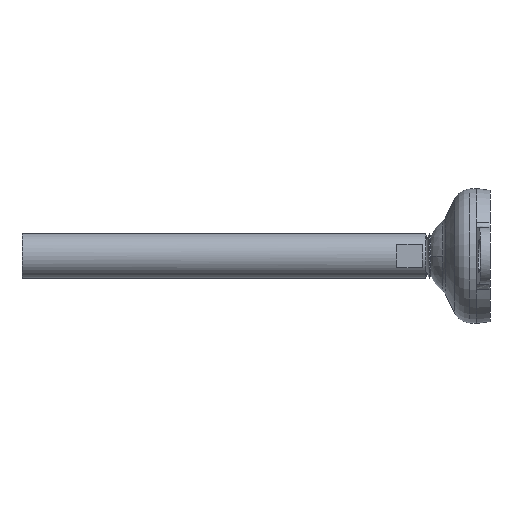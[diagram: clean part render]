
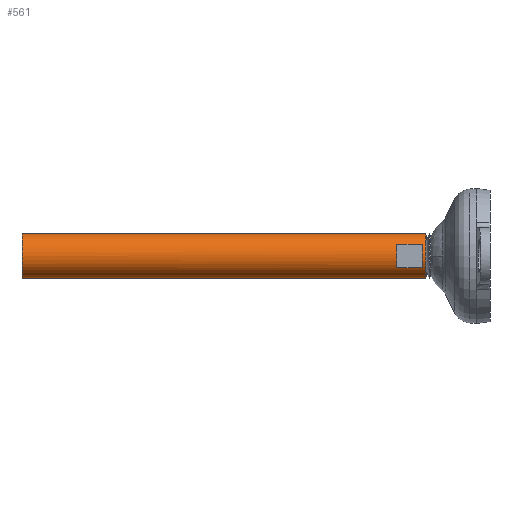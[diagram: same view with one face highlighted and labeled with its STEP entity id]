
A CAD part, left-side view. The second image highlights one B-rep face of the part: STEP entity #561.
In plain terms, the highlighted cylindrical face has radius 10 mm (diameter 20 mm), a partial arc.
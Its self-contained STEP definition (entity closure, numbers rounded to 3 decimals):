
#86 = LINE ( 'NONE', #615, #907 ) ;
#114 = ORIENTED_EDGE ( 'NONE', *, *, #749, .T. ) ;
#153 = AXIS2_PLACEMENT_3D ( 'NONE', #318, #1393, #473 ) ;
#165 = LINE ( 'NONE', #1269, #1578 ) ;
#193 = ORIENTED_EDGE ( 'NONE', *, *, #717, .F. ) ;
#221 = VERTEX_POINT ( 'NONE', #1718 ) ;
#270 = CIRCLE ( 'NONE', #1412, 10. ) ;
#272 = AXIS2_PLACEMENT_3D ( 'NONE', #876, #618, #1166 ) ;
#294 = ORIENTED_EDGE ( 'NONE', *, *, #1241, .T. ) ;
#310 = DIRECTION ( 'NONE',  ( 0., 1., 0. ) ) ;
#318 = CARTESIAN_POINT ( 'NONE',  ( 0., 208., 0. ) ) ;
#333 = ORIENTED_EDGE ( 'NONE', *, *, #709, .T. ) ;
#335 = CARTESIAN_POINT ( 'NONE',  ( -8.5, 41.5, 5.268 ) ) ;
#437 = DIRECTION ( 'NONE',  ( 0., 0., 1. ) ) ;
#463 = FACE_OUTER_BOUND ( 'NONE', #635, .T. ) ;
#464 = CARTESIAN_POINT ( 'NONE',  ( 0., 208., -10. ) ) ;
#470 = VERTEX_POINT ( 'NONE', #859 ) ;
#473 = DIRECTION ( 'NONE',  ( 0., 0., -1. ) ) ;
#518 = EDGE_CURVE ( 'NONE', #1259, #1670, #1026, .T. ) ;
#540 = CIRCLE ( 'NONE', #153, 10. ) ;
#544 = CARTESIAN_POINT ( 'NONE',  ( 0., 41.5, 0. ) ) ;
#547 = DIRECTION ( 'NONE',  ( 0., -1., 0. ) ) ;
#561 = ADVANCED_FACE ( 'NONE', ( #463, #1004 ), #866, .T. ) ;
#615 = CARTESIAN_POINT ( 'NONE',  ( -8.5, 0., 5.268 ) ) ;
#618 = DIRECTION ( 'NONE',  ( 0., -1., 0. ) ) ;
#628 = ORIENTED_EDGE ( 'NONE', *, *, #518, .T. ) ;
#635 = EDGE_LOOP ( 'NONE', ( #751, #294, #333, #193 ) ) ;
#695 = CARTESIAN_POINT ( 'NONE',  ( 0., 0., 10. ) ) ;
#709 = EDGE_CURVE ( 'NONE', #1263, #904, #1352, .T. ) ;
#717 = EDGE_CURVE ( 'NONE', #470, #904, #820, .T. ) ;
#735 = AXIS2_PLACEMENT_3D ( 'NONE', #1597, #547, #1612 ) ;
#746 = CARTESIAN_POINT ( 'NONE',  ( -8.5, 30., 5.268 ) ) ;
#749 = EDGE_CURVE ( 'NONE', #1670, #221, #165, .T. ) ;
#751 = ORIENTED_EDGE ( 'NONE', *, *, #789, .F. ) ;
#752 = CARTESIAN_POINT ( 'NONE',  ( 0., 0., 0. ) ) ;
#767 = VECTOR ( 'NONE', #980, 1000. ) ;
#779 = EDGE_LOOP ( 'NONE', ( #114, #1456, #1427, #628 ) ) ;
#789 = EDGE_CURVE ( 'NONE', #1127, #470, #1104, .T. ) ;
#820 = CIRCLE ( 'NONE', #735, 10. ) ;
#859 = CARTESIAN_POINT ( 'NONE',  ( 0., 28.5, 10. ) ) ;
#866 = CYLINDRICAL_SURFACE ( 'NONE', #1139, 10. ) ;
#876 = CARTESIAN_POINT ( 'NONE',  ( 0., 30., 0. ) ) ;
#904 = VERTEX_POINT ( 'NONE', #1153 ) ;
#907 = VECTOR ( 'NONE', #1162, 1000. ) ;
#973 = EDGE_CURVE ( 'NONE', #1267, #1259, #86, .T. ) ;
#980 = DIRECTION ( 'NONE',  ( 0., -1., 0. ) ) ;
#1004 = FACE_BOUND ( 'NONE', #779, .T. ) ;
#1026 = CIRCLE ( 'NONE', #272, 10. ) ;
#1104 = LINE ( 'NONE', #695, #767 ) ;
#1127 = VERTEX_POINT ( 'NONE', #1618 ) ;
#1139 = AXIS2_PLACEMENT_3D ( 'NONE', #752, #1297, #1531 ) ;
#1153 = CARTESIAN_POINT ( 'NONE',  ( 0., 28.5, -10. ) ) ;
#1162 = DIRECTION ( 'NONE',  ( 0., -1., 0. ) ) ;
#1166 = DIRECTION ( 'NONE',  ( 0., 0., -1. ) ) ;
#1241 = EDGE_CURVE ( 'NONE', #1127, #1263, #540, .T. ) ;
#1259 = VERTEX_POINT ( 'NONE', #746 ) ;
#1263 = VERTEX_POINT ( 'NONE', #464 ) ;
#1267 = VERTEX_POINT ( 'NONE', #335 ) ;
#1269 = CARTESIAN_POINT ( 'NONE',  ( -8.5, 0., -5.268 ) ) ;
#1297 = DIRECTION ( 'NONE',  ( 0., -1., 0. ) ) ;
#1352 = LINE ( 'NONE', #1730, #1681 ) ;
#1393 = DIRECTION ( 'NONE',  ( 0., -1., 0. ) ) ;
#1412 = AXIS2_PLACEMENT_3D ( 'NONE', #544, #1632, #437 ) ;
#1427 = ORIENTED_EDGE ( 'NONE', *, *, #973, .T. ) ;
#1456 = ORIENTED_EDGE ( 'NONE', *, *, #1551, .T. ) ;
#1531 = DIRECTION ( 'NONE',  ( 0., 0., -1. ) ) ;
#1551 = EDGE_CURVE ( 'NONE', #221, #1267, #270, .T. ) ;
#1577 = CARTESIAN_POINT ( 'NONE',  ( -8.5, 30., -5.268 ) ) ;
#1578 = VECTOR ( 'NONE', #310, 1000. ) ;
#1597 = CARTESIAN_POINT ( 'NONE',  ( 0., 28.5, 0. ) ) ;
#1612 = DIRECTION ( 'NONE',  ( 0., 0., -1. ) ) ;
#1618 = CARTESIAN_POINT ( 'NONE',  ( 0., 208., 10. ) ) ;
#1632 = DIRECTION ( 'NONE',  ( 0., 1., 0. ) ) ;
#1670 = VERTEX_POINT ( 'NONE', #1577 ) ;
#1681 = VECTOR ( 'NONE', #1711, 1000. ) ;
#1711 = DIRECTION ( 'NONE',  ( 0., -1., 0. ) ) ;
#1718 = CARTESIAN_POINT ( 'NONE',  ( -8.5, 41.5, -5.268 ) ) ;
#1730 = CARTESIAN_POINT ( 'NONE',  ( 0., 0., -10. ) ) ;
